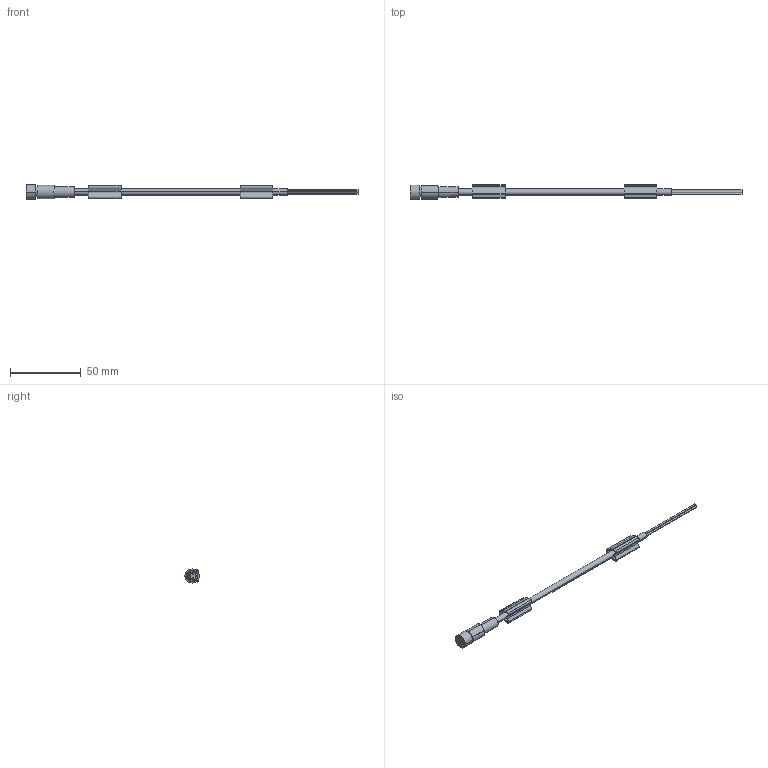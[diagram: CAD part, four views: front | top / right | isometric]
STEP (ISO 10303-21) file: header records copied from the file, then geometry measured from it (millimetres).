
FILE_DESCRIPTION(('SolidDesigner STEP Export'),'2;1');
FILE_NAME('1681868.stp','2009-07-14T15:15:07',(''),(''),'CoCreate Modeling STEP processor for AP214 (Solid Model)','CoCreate Modeling 16.00A 16-Aug-2008 (C) Parametric Technology GmbH','');
FILE_SCHEMA(('AUTOMOTIVE_DESIGN { 1 0 10303 214 1 1 1 1 }'));
Length unit declared in the file: millimetre
Products named in the file (2): 1681868
Assembly tree (1 placements, depth 2):
  1681868
    1681868
Bounding box: 233.9 x 10.16 x 10 mm (x, y, z)
Volume: 5478.9 mm3; surface area: 7170.5 mm2
Topology: 1 solids, 1 shells, 202 faces, 558 edges, 372 vertices
Faces by surface type: cylinder 113, plane 66, extrusion 19, cone 4
Entity records: 9865 total; most frequent: CARTESIAN_POINT 4304, ORIENTED_EDGE 1116, DIRECTION 938, EDGE_CURVE 558, VERTEX_POINT 372, AXIS2_PLACEMENT_3D 327, VECTOR 284, LINE 266
